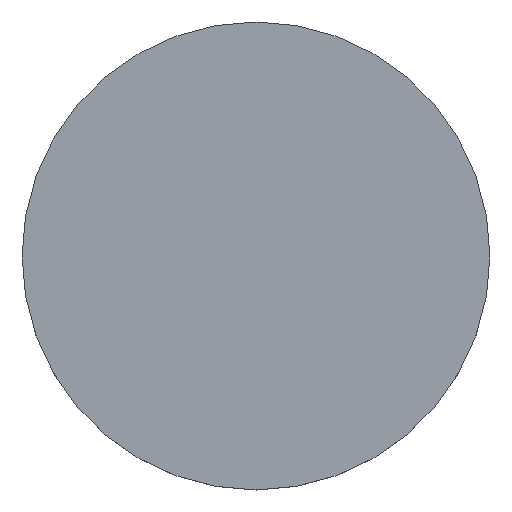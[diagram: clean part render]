
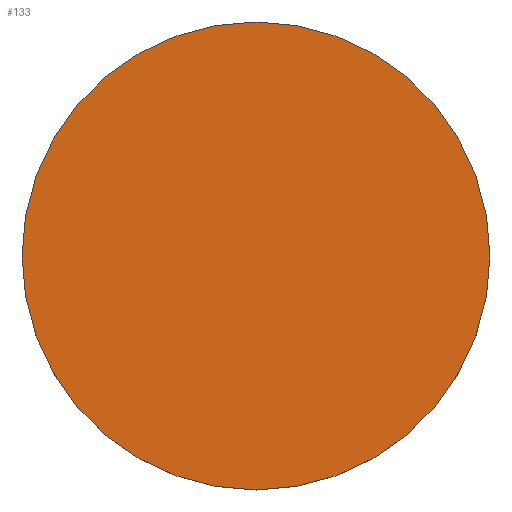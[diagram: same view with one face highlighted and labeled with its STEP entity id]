
A CAD part, top view. The second image highlights one B-rep face of the part: STEP entity #133.
In plain terms, the highlighted planar face has unit normal (0, 0, 1).
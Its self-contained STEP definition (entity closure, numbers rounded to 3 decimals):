
#22 = AXIS2_PLACEMENT_3D ( 'NONE', #43, #200, #23 ) ;
#23 = DIRECTION ( 'NONE',  ( 1., 0., 0. ) ) ;
#24 = CIRCLE ( 'NONE', #22, 25.4 ) ;
#28 = PLANE ( 'NONE',  #80 ) ;
#39 = CIRCLE ( 'NONE', #171, 25.4 ) ;
#43 = CARTESIAN_POINT ( 'NONE',  ( 0., 0., 6. ) ) ;
#51 = ORIENTED_EDGE ( 'NONE', *, *, #112, .F. ) ;
#58 = EDGE_CURVE ( 'NONE', #231, #173, #24, .T. ) ;
#67 = DIRECTION ( 'NONE',  ( 0., 0., 1. ) ) ;
#80 = AXIS2_PLACEMENT_3D ( 'NONE', #150, #67, #166 ) ;
#84 = EDGE_LOOP ( 'NONE', ( #180, #51 ) ) ;
#90 = CARTESIAN_POINT ( 'NONE',  ( -25.4, 0., 6. ) ) ;
#112 = EDGE_CURVE ( 'NONE', #173, #231, #39, .T. ) ;
#119 = CARTESIAN_POINT ( 'NONE',  ( 0., 0., 6. ) ) ;
#123 = CARTESIAN_POINT ( 'NONE',  ( 25.4, 0., 6. ) ) ;
#133 = ADVANCED_FACE ( 'NONE', ( #148 ), #28, .T. ) ;
#148 = FACE_OUTER_BOUND ( 'NONE', #84, .T. ) ;
#150 = CARTESIAN_POINT ( 'NONE',  ( 0., 52.02, 6. ) ) ;
#166 = DIRECTION ( 'NONE',  ( 1., 0., 0. ) ) ;
#171 = AXIS2_PLACEMENT_3D ( 'NONE', #119, #222, #208 ) ;
#173 = VERTEX_POINT ( 'NONE', #90 ) ;
#180 = ORIENTED_EDGE ( 'NONE', *, *, #58, .F. ) ;
#200 = DIRECTION ( 'NONE',  ( 0., 0., -1. ) ) ;
#208 = DIRECTION ( 'NONE',  ( 1., 0., 0. ) ) ;
#222 = DIRECTION ( 'NONE',  ( 0., 0., -1. ) ) ;
#231 = VERTEX_POINT ( 'NONE', #123 ) ;
